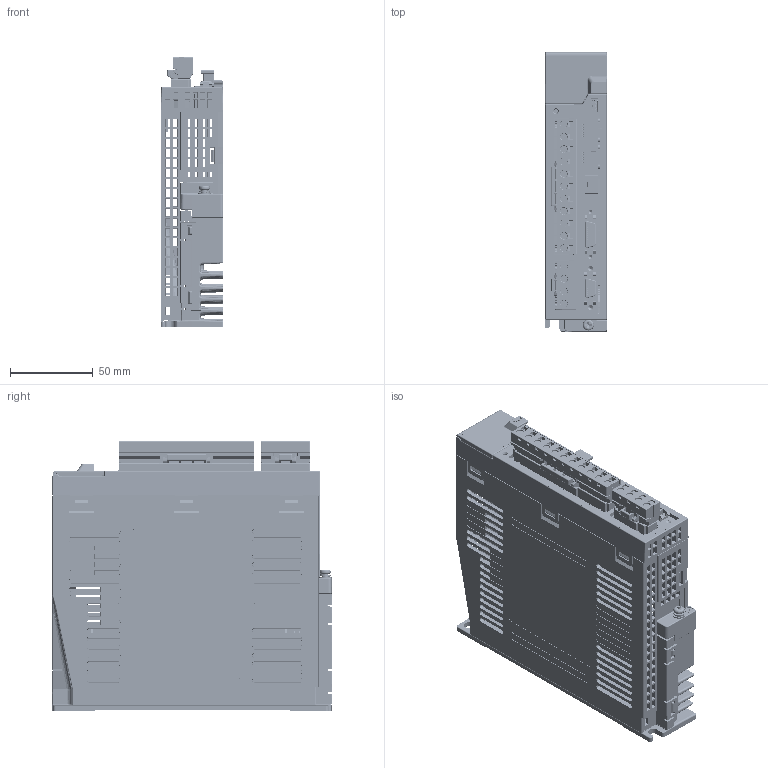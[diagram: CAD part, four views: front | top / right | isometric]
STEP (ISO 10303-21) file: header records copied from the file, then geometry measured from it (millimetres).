
FILE_DESCRIPTION (( 'STEP AP203' ), '1' );
FILE_NAME ('寇屈档 (iX7NHA001U, iX7NHA002U).STEP', '2021-04-14T08:39:17', ( '' ), ( '' ), 'SwSTEP 2.0', 'SolidWorks 2020', '' );
FILE_SCHEMA (( 'CONFIG_CONTROL_DESIGN' ));
Products named in the file (1): 寇屈档 (iX7NHA001U, iX7NHA002U)
Bounding box: 38 x 169.12 x 163.18 mm (x, y, z)
Volume: 220714.1 mm3; surface area: 212640.6 mm2
Topology: 29 solids, 30 shells, 11464 faces, 31552 edges, 20269 vertices
Faces by surface type: plane 7857, cylinder 1688, bspline 1289, cone 353, torus 185, sphere 92
Entity records: 412114 total; most frequent: CARTESIAN_POINT 128691, ORIENTED_EDGE 62784, DIRECTION 52364, EDGE_CURVE 31392, LINE 24226, VECTOR 24226, VERTEX_POINT 20272, AXIS2_PLACEMENT_3D 14069
